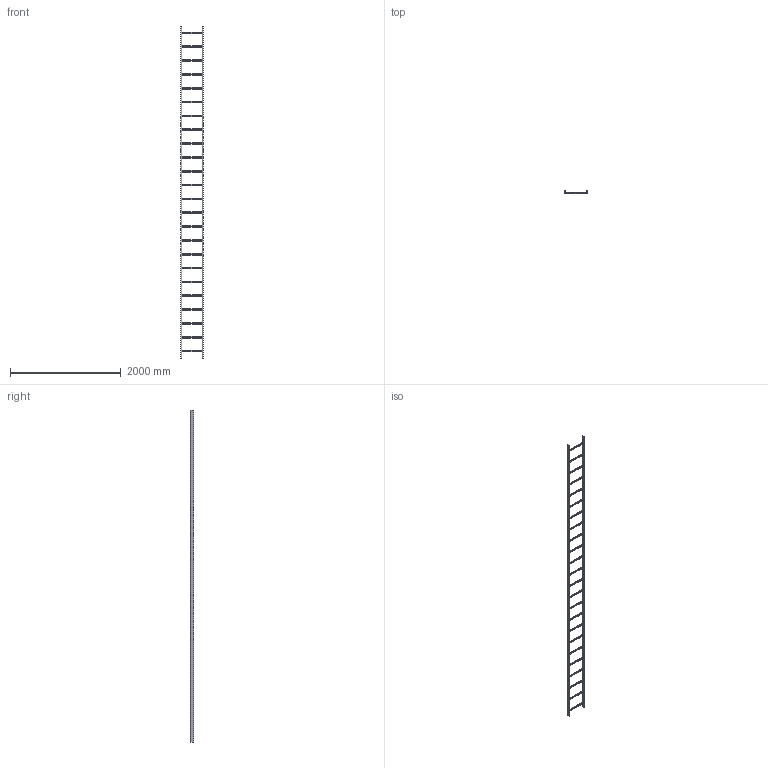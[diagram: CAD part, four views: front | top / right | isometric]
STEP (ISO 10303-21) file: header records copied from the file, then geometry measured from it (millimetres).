
FILE_DESCRIPTION (( 'STEP AP203' ), '1' );
FILE_NAME ('10-02-1218.STEP', '2013-05-02T08:36:59', ( 'asennus' ), ( '' ), 'SwSTEP 2.0', 'SolidWorks 2013', '' );
FILE_SCHEMA (( 'CONFIG_CONTROL_DESIGN' ));
Length unit declared in the file: millimetre
Products named in the file (1): 10-02-1218
Bounding box: 400 x 60 x 6000 mm (x, y, z)
Volume: 3680012.1 mm3; surface area: 4256390.3 mm2
Topology: 26 solids, 26 shells, 2804 faces, 7104 edges, 4352 vertices
Faces by surface type: plane 1740, cylinder 1064
Entity records: 84479 total; most frequent: DIRECTION 14842, CARTESIAN_POINT 14261, ORIENTED_EDGE 14208, EDGE_CURVE 7104, VECTOR 4976, LINE 4976, AXIS2_PLACEMENT_3D 4933, VERTEX_POINT 4352
